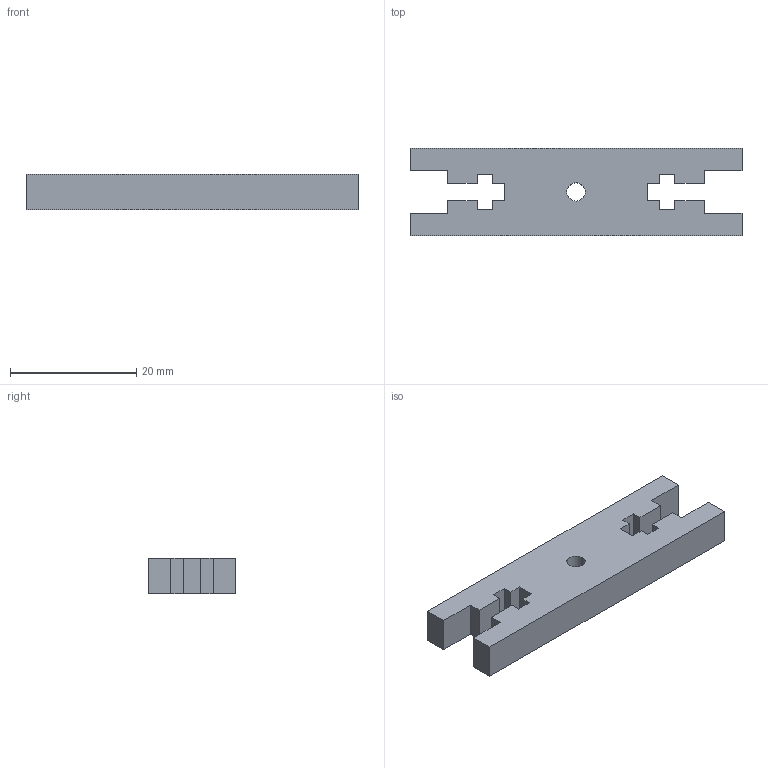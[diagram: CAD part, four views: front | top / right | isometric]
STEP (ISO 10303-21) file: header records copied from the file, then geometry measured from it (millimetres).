
FILE_DESCRIPTION (( 'STEP AP203' ), '1' );
FILE_NAME ('Hip_pivot_side.STEP', '2019-05-07T03:58:03', ( '' ), ( '' ), 'SwSTEP 2.0', 'SolidWorks 2017', '' );
FILE_SCHEMA (( 'CONFIG_CONTROL_DESIGN' ));
Length unit declared in the file: millimetre
Products named in the file (1): Hip_pivot_side
Bounding box: 52.5 x 13.9 x 5.64 mm (x, y, z)
Volume: 3273 mm3; surface area: 2364.4 mm2
Topology: 1 solids, 1 shells, 40 faces, 114 edges, 76 vertices
Faces by surface type: plane 38, cylinder 2
Entity records: 1363 total; most frequent: CARTESIAN_POINT 231, ORIENTED_EDGE 228, DIRECTION 200, EDGE_CURVE 114, VECTOR 110, LINE 110, VERTEX_POINT 76, AXIS2_PLACEMENT_3D 45
